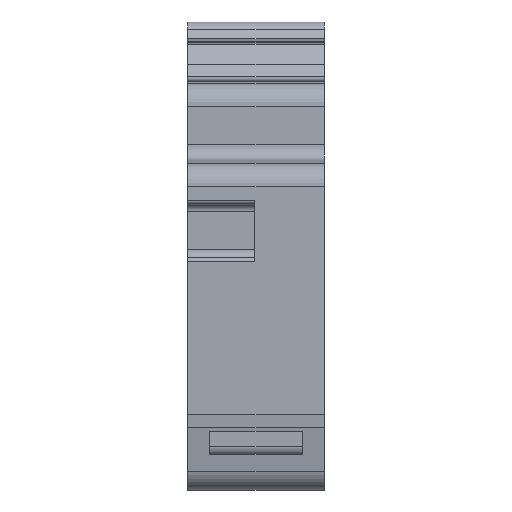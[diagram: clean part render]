
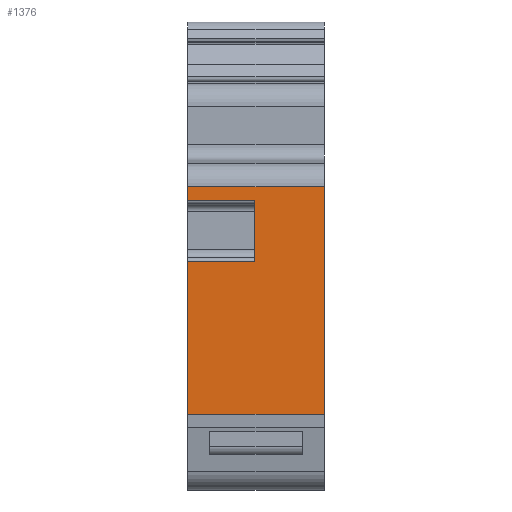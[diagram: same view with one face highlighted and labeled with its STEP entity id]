
A CAD part, front view. The second image highlights one B-rep face of the part: STEP entity #1376.
In plain terms, the highlighted planar face has unit normal (0, -1, 0).
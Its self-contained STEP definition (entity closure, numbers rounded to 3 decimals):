
#56=PLANE($,#2194);
#153=FACE_OUTER_BOUND($,#260,.T.);
#260=EDGE_LOOP($,(#1017,#1018,#1019,#1020,#1021,#1022,#1023,#1024));
#385=VERTEX_POINT($,#3244);
#386=VERTEX_POINT($,#3246);
#388=VERTEX_POINT($,#3251);
#390=VERTEX_POINT($,#3255);
#411=VERTEX_POINT($,#3323);
#412=VERTEX_POINT($,#3325);
#413=VERTEX_POINT($,#3327);
#414=VERTEX_POINT($,#3329);
#597=EDGE_CURVE($,#386,#385,#1697,.T.);
#602=EDGE_CURVE($,#388,#390,#1699,.T.);
#611=EDGE_CURVE($,#390,#386,#1706,.T.);
#635=EDGE_CURVE($,#411,#385,#1722,.T.);
#636=EDGE_CURVE($,#411,#412,#1723,.T.);
#637=EDGE_CURVE($,#413,#412,#1724,.T.);
#638=EDGE_CURVE($,#414,#413,#1725,.T.);
#639=EDGE_CURVE($,#388,#414,#1726,.T.);
#1017=ORIENTED_EDGE($,*,*,#602,.T.);
#1018=ORIENTED_EDGE($,*,*,#611,.T.);
#1019=ORIENTED_EDGE($,*,*,#597,.T.);
#1020=ORIENTED_EDGE($,*,*,#635,.F.);
#1021=ORIENTED_EDGE($,*,*,#636,.T.);
#1022=ORIENTED_EDGE($,*,*,#637,.F.);
#1023=ORIENTED_EDGE($,*,*,#638,.F.);
#1024=ORIENTED_EDGE($,*,*,#639,.F.);
#1376=ADVANCED_FACE($,(#153),#56,.T.);
#1697=LINE($,#3247,#1953);
#1699=LINE($,#3257,#1955);
#1706=LINE($,#3274,#1962);
#1722=LINE($,#3324,#1978);
#1723=LINE($,#3326,#1979);
#1724=LINE($,#3328,#1980);
#1725=LINE($,#3330,#1981);
#1726=LINE($,#3331,#1982);
#1953=VECTOR($,#2543,8.75);
#1955=VECTOR($,#2553,8.75);
#1962=VECTOR($,#2572,7.897);
#1978=VECTOR($,#2622,19.977);
#1979=VECTOR($,#2623,17.8);
#1980=VECTOR($,#2624,29.677);
#1981=VECTOR($,#2625,17.8);
#1982=VECTOR($,#2626,1.803);
#2194=AXIS2_PLACEMENT_3D($,#3322,#2620,#2621);
#2543=DIRECTION($,(-1.,0.,0.));
#2553=DIRECTION($,(1.,0.,0.));
#2572=DIRECTION($,(0.,0.,-1.));
#2620=DIRECTION('center_axis',(0.,-1.,0.));
#2621=DIRECTION('ref_axis',(0.,0.,-1.));
#2622=DIRECTION($,(0.,0.,1.));
#2623=DIRECTION($,(1.,0.,0.));
#2624=DIRECTION($,(0.,0.,-1.));
#2625=DIRECTION($,(1.,0.,0.));
#2626=DIRECTION($,(0.,0.,1.));
#3244=CARTESIAN_POINT('',(0.,-38.699,24.833));
#3246=CARTESIAN_POINT('',(8.75,-38.699,24.833));
#3247=CARTESIAN_POINT($,(0.,-38.699,24.833));
#3251=CARTESIAN_POINT('',(0.,-38.699,32.73));
#3255=CARTESIAN_POINT('',(8.75,-38.699,32.73));
#3257=CARTESIAN_POINT($,(0.,-38.699,32.73));
#3274=CARTESIAN_POINT($,(8.75,-38.699,30.756));
#3322=CARTESIAN_POINT('Origin',(0.,-38.699,
32.73));
#3323=CARTESIAN_POINT('',(0.,-38.699,4.856));
#3324=CARTESIAN_POINT($,(0.,-38.699,4.856));
#3325=CARTESIAN_POINT('',(17.8,-38.699,4.856));
#3326=CARTESIAN_POINT($,(0.,-38.699,4.856));
#3327=CARTESIAN_POINT('',(17.8,-38.699,34.533));
#3328=CARTESIAN_POINT($,(17.8,-38.699,4.856));
#3329=CARTESIAN_POINT('',(0.,-38.699,34.533));
#3330=CARTESIAN_POINT($,(0.,-38.699,34.533));
#3331=CARTESIAN_POINT($,(0.,-38.699,4.856));
